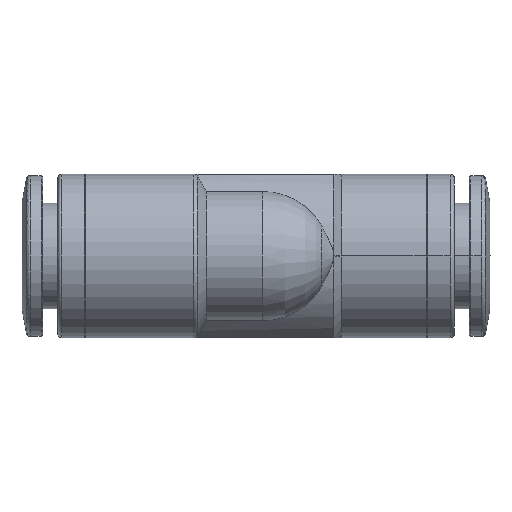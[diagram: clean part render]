
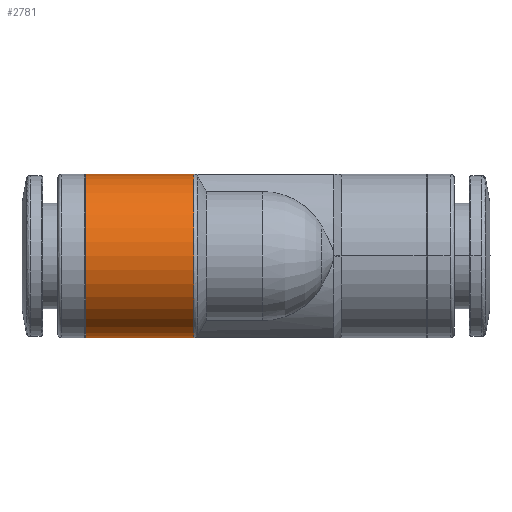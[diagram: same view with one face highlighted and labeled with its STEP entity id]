
A CAD part, left-side view. The second image highlights one B-rep face of the part: STEP entity #2781.
In plain terms, the highlighted cylindrical face has radius 5.95 mm (diameter 11.9 mm), a partial arc.
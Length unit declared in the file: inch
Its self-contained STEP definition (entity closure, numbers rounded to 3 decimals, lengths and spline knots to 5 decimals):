
#76 = EDGE_CURVE ( 'NONE', #4597, #1720, #3885, .T. ) ;
#95 = AXIS2_PLACEMENT_3D ( 'NONE', #1999, #4780, #3581 ) ;
#150 = CARTESIAN_POINT ( 'NONE',  ( -0.24409, 0.19609, 0.23425 ) ) ;
#160 = VERTEX_POINT ( 'NONE', #150 ) ;
#422 = ORIENTED_EDGE ( 'NONE', *, *, #470, .T. ) ;
#470 = EDGE_CURVE ( 'NONE', #2767, #1720, #1531, .T. ) ;
#489 = ORIENTED_EDGE ( 'NONE', *, *, #2305, .T. ) ;
#510 = ORIENTED_EDGE ( 'NONE', *, *, #76, .F. ) ;
#517 = CARTESIAN_POINT ( 'NONE',  ( -0.24409, 0.50606, 0.23425 ) ) ;
#590 = VECTOR ( 'NONE', #3802, 39.37008 ) ;
#911 = CYLINDRICAL_SURFACE ( 'NONE', #2007, 0.23425 ) ;
#1531 = CIRCLE ( 'NONE', #2355, 0.23425 ) ;
#1577 = CARTESIAN_POINT ( 'NONE',  ( -0.24409, 0.50606, 0. ) ) ;
#1605 = ORIENTED_EDGE ( 'NONE', *, *, #1799, .T. ) ;
#1720 = VERTEX_POINT ( 'NONE', #1790 ) ;
#1790 = CARTESIAN_POINT ( 'NONE',  ( -0.24409, 0.50606, -0.23425 ) ) ;
#1799 = EDGE_CURVE ( 'NONE', #160, #2767, #2248, .T. ) ;
#1971 = CARTESIAN_POINT ( 'NONE',  ( -0.24409, 0.19609, -0.23425 ) ) ;
#1999 = CARTESIAN_POINT ( 'NONE',  ( -0.24409, 0.19609, 0. ) ) ;
#2007 = AXIS2_PLACEMENT_3D ( 'NONE', #2482, #3647, #2094 ) ;
#2094 = DIRECTION ( 'NONE',  ( 0., 0., 1. ) ) ;
#2248 = LINE ( 'NONE', #4689, #590 ) ;
#2305 = EDGE_CURVE ( 'NONE', #4597, #160, #4400, .T. ) ;
#2355 = AXIS2_PLACEMENT_3D ( 'NONE', #1577, #3159, #4007 ) ;
#2482 = CARTESIAN_POINT ( 'NONE',  ( -0.24409, 0.35107, 0. ) ) ;
#2656 = EDGE_LOOP ( 'NONE', ( #510, #489, #1605, #422 ) ) ;
#2728 = CARTESIAN_POINT ( 'NONE',  ( -0.24409, 0.35107, -0.23425 ) ) ;
#2767 = VERTEX_POINT ( 'NONE', #517 ) ;
#2781 = ADVANCED_FACE ( 'NONE', ( #2955 ), #911, .T. ) ;
#2955 = FACE_OUTER_BOUND ( 'NONE', #2656, .T. ) ;
#3159 = DIRECTION ( 'NONE',  ( 0., -1., 0. ) ) ;
#3245 = DIRECTION ( 'NONE',  ( 0., 1., 0. ) ) ;
#3581 = DIRECTION ( 'NONE',  ( 0., 0., 1. ) ) ;
#3647 = DIRECTION ( 'NONE',  ( 0., 1., 0. ) ) ;
#3802 = DIRECTION ( 'NONE',  ( 0., 1., 0. ) ) ;
#3885 = LINE ( 'NONE', #2728, #5001 ) ;
#4007 = DIRECTION ( 'NONE',  ( 0., 0., 1. ) ) ;
#4400 = CIRCLE ( 'NONE', #95, 0.23425 ) ;
#4597 = VERTEX_POINT ( 'NONE', #1971 ) ;
#4689 = CARTESIAN_POINT ( 'NONE',  ( -0.24409, 0.35107, 0.23425 ) ) ;
#4780 = DIRECTION ( 'NONE',  ( 0., 1., 0. ) ) ;
#5001 = VECTOR ( 'NONE', #3245, 39.37008 ) ;
